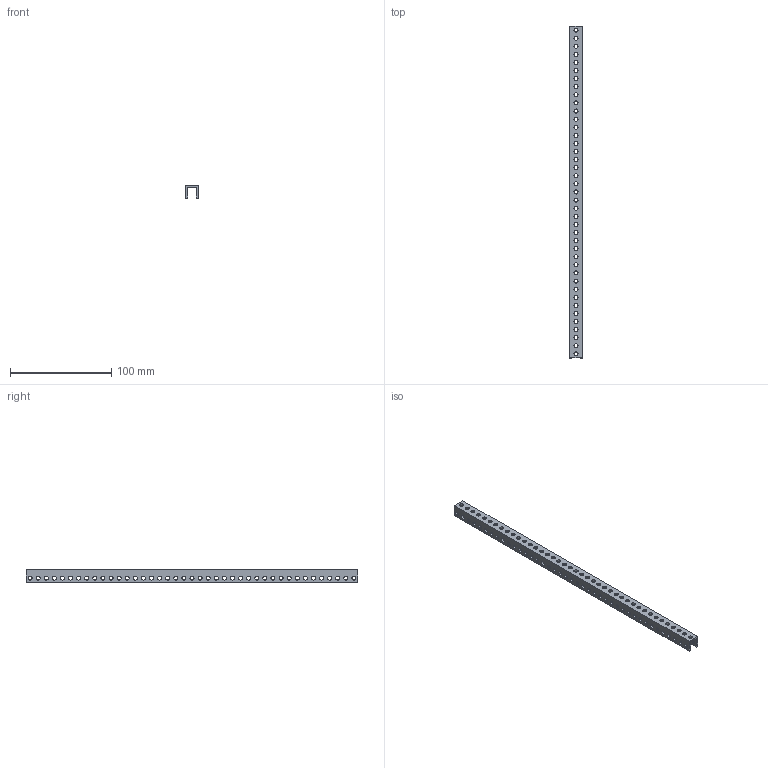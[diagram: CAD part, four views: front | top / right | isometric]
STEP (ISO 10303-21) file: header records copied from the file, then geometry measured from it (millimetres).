
FILE_DESCRIPTION (( 'STEP AP203' ), '1' );
FILE_NAME ('1101-0041-0328.STEP', '2017-03-30T14:16:34', ( '' ), ( '' ), 'SwSTEP 2.0', 'SolidWorks 2016', '' );
FILE_SCHEMA (( 'CONFIG_CONTROL_DESIGN' ));
Length unit declared in the file: millimetre
Products named in the file (1): 1101-0041-0328
Bounding box: 12 x 328 x 12 mm (x, y, z)
Volume: 16846.3 mm3; surface area: 22494.4 mm2
Topology: 1 solids, 1 shells, 256 faces, 762 edges, 508 vertices
Faces by surface type: cylinder 246, plane 10
Entity records: 9467 total; most frequent: DIRECTION 1768, CARTESIAN_POINT 1527, ORIENTED_EDGE 1524, EDGE_CURVE 762, AXIS2_PLACEMENT_3D 749, VERTEX_POINT 508, EDGE_LOOP 502, CIRCLE 492
